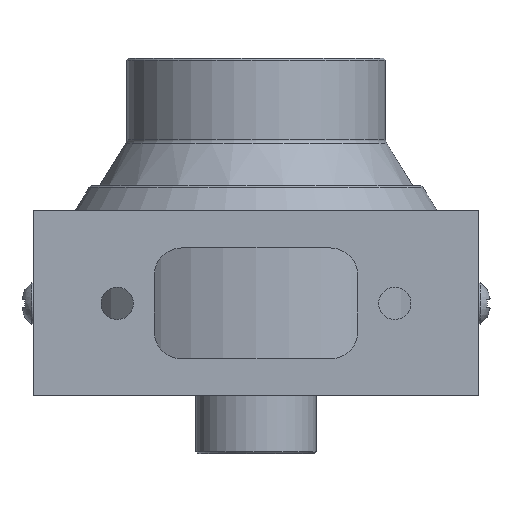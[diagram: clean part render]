
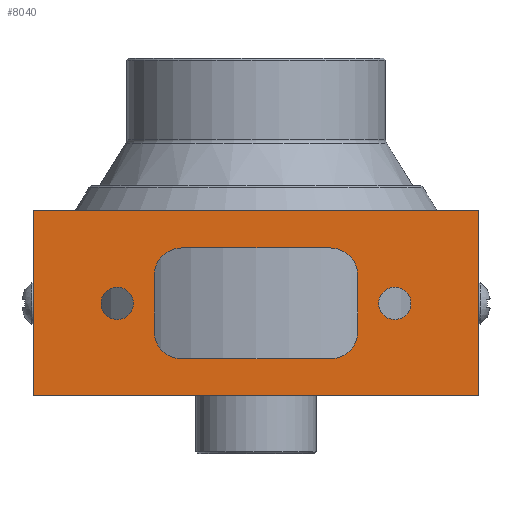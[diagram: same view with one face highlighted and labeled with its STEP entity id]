
A CAD part, front view. The second image highlights one B-rep face of the part: STEP entity #8040.
In plain terms, the highlighted planar face has unit normal (0, -1, 0).
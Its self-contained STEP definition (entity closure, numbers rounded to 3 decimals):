
#893=LINE('',#18820,#1569);
#896=LINE('',#18827,#1572);
#898=LINE('',#18831,#1574);
#899=LINE('',#18848,#1575);
#900=LINE('',#18855,#1576);
#901=LINE('',#18859,#1577);
#902=LINE('',#18863,#1578);
#903=LINE('',#18867,#1579);
#1569=VECTOR('',#10766,10.);
#1572=VECTOR('',#10773,10.);
#1574=VECTOR('',#10777,10.);
#1575=VECTOR('',#10798,10.);
#1576=VECTOR('',#10803,10.);
#1577=VECTOR('',#10806,10.);
#1578=VECTOR('',#10809,10.);
#1579=VECTOR('',#10812,10.);
#1866=FACE_BOUND('',#2711,.T.);
#1867=FACE_BOUND('',#2712,.T.);
#1868=FACE_BOUND('',#2713,.T.);
#2234=FACE_OUTER_BOUND('',#2710,.T.);
#2710=EDGE_LOOP('',(#7115,#7116,#7117,#7118));
#2711=EDGE_LOOP('',(#7119));
#2712=EDGE_LOOP('',(#7120));
#2713=EDGE_LOOP('',(#7121,#7122,#7123,#7124,#7125,#7126,#7127,#7128));
#3065=CIRCLE('',#8800,1.75);
#3066=CIRCLE('',#8801,1.75);
#3067=CIRCLE('',#8802,3.);
#3068=CIRCLE('',#8803,3.);
#3069=CIRCLE('',#8804,3.);
#3070=CIRCLE('',#8805,3.);
#3785=VERTEX_POINT('',#18817);
#3786=VERTEX_POINT('',#18819);
#3788=VERTEX_POINT('',#18825);
#3789=VERTEX_POINT('',#18829);
#3796=VERTEX_POINT('',#18849);
#3797=VERTEX_POINT('',#18851);
#3798=VERTEX_POINT('',#18853);
#3799=VERTEX_POINT('',#18854);
#3800=VERTEX_POINT('',#18856);
#3801=VERTEX_POINT('',#18858);
#3802=VERTEX_POINT('',#18860);
#3803=VERTEX_POINT('',#18862);
#3804=VERTEX_POINT('',#18864);
#3805=VERTEX_POINT('',#18866);
#4911=EDGE_CURVE('',#3785,#3786,#893,.T.);
#4915=EDGE_CURVE('',#3788,#3785,#896,.T.);
#4917=EDGE_CURVE('',#3789,#3788,#898,.T.);
#4926=EDGE_CURVE('',#3786,#3789,#899,.T.);
#4927=EDGE_CURVE('',#3796,#3796,#3065,.T.);
#4928=EDGE_CURVE('',#3797,#3797,#3066,.T.);
#4929=EDGE_CURVE('',#3798,#3799,#900,.T.);
#4930=EDGE_CURVE('',#3799,#3800,#3067,.T.);
#4931=EDGE_CURVE('',#3800,#3801,#901,.T.);
#4932=EDGE_CURVE('',#3801,#3802,#3068,.T.);
#4933=EDGE_CURVE('',#3802,#3803,#902,.T.);
#4934=EDGE_CURVE('',#3803,#3804,#3069,.T.);
#4935=EDGE_CURVE('',#3804,#3805,#903,.T.);
#4936=EDGE_CURVE('',#3805,#3798,#3070,.T.);
#7115=ORIENTED_EDGE('',*,*,#4915,.F.);
#7116=ORIENTED_EDGE('',*,*,#4917,.F.);
#7117=ORIENTED_EDGE('',*,*,#4926,.F.);
#7118=ORIENTED_EDGE('',*,*,#4911,.F.);
#7119=ORIENTED_EDGE('',*,*,#4927,.T.);
#7120=ORIENTED_EDGE('',*,*,#4928,.T.);
#7121=ORIENTED_EDGE('',*,*,#4929,.T.);
#7122=ORIENTED_EDGE('',*,*,#4930,.T.);
#7123=ORIENTED_EDGE('',*,*,#4931,.T.);
#7124=ORIENTED_EDGE('',*,*,#4932,.T.);
#7125=ORIENTED_EDGE('',*,*,#4933,.T.);
#7126=ORIENTED_EDGE('',*,*,#4934,.T.);
#7127=ORIENTED_EDGE('',*,*,#4935,.T.);
#7128=ORIENTED_EDGE('',*,*,#4936,.T.);
#7652=PLANE('',#8799);
#8040=ADVANCED_FACE('',(#2234,#1866,#1867,#1868),#7652,.F.);
#8799=AXIS2_PLACEMENT_3D('',#18847,#10796,#10797);
#8800=AXIS2_PLACEMENT_3D('',#18850,#10799,#10800);
#8801=AXIS2_PLACEMENT_3D('',#18852,#10801,#10802);
#8802=AXIS2_PLACEMENT_3D('',#18857,#10804,#10805);
#8803=AXIS2_PLACEMENT_3D('',#18861,#10807,#10808);
#8804=AXIS2_PLACEMENT_3D('',#18865,#10810,#10811);
#8805=AXIS2_PLACEMENT_3D('',#18868,#10813,#10814);
#10766=DIRECTION('',(0.,0.,1.));
#10773=DIRECTION('',(-1.,0.,0.));
#10777=DIRECTION('',(0.,0.,-1.));
#10796=DIRECTION('center_axis',(0.,1.,0.));
#10797=DIRECTION('ref_axis',(1.,0.,0.));
#10798=DIRECTION('',(1.,0.,0.));
#10799=DIRECTION('center_axis',(0.,1.,0.));
#10800=DIRECTION('ref_axis',(-1.,0.,0.));
#10801=DIRECTION('center_axis',(0.,1.,0.));
#10802=DIRECTION('ref_axis',(-1.,0.,0.));
#10803=DIRECTION('',(-1.,0.,0.));
#10804=DIRECTION('center_axis',(0.,1.,0.));
#10805=DIRECTION('ref_axis',(-0.707,0.,-0.707));
#10806=DIRECTION('',(0.,0.,1.));
#10807=DIRECTION('center_axis',(0.,1.,0.));
#10808=DIRECTION('ref_axis',(-0.707,0.,0.707));
#10809=DIRECTION('',(1.,0.,0.));
#10810=DIRECTION('center_axis',(0.,1.,0.));
#10811=DIRECTION('ref_axis',(0.707,0.,0.707));
#10812=DIRECTION('',(0.,0.,-1.));
#10813=DIRECTION('center_axis',(0.,1.,0.));
#10814=DIRECTION('ref_axis',(0.707,0.,-0.707));
#18817=CARTESIAN_POINT('',(-24.1,-0.25,-10.));
#18819=CARTESIAN_POINT('',(-24.1,-0.25,10.));
#18820=CARTESIAN_POINT('',(-24.1,-0.25,0.));
#18825=CARTESIAN_POINT('',(24.1,-0.25,-10.));
#18827=CARTESIAN_POINT('',(-24.,-0.25,-10.));
#18829=CARTESIAN_POINT('',(24.1,-0.25,10.));
#18831=CARTESIAN_POINT('',(24.1,-0.25,0.));
#18847=CARTESIAN_POINT('Origin',(0.,-0.25,0.));
#18848=CARTESIAN_POINT('',(24.,-0.25,10.));
#18849=CARTESIAN_POINT('',(-13.25,-0.25,0.));
#18850=CARTESIAN_POINT('Origin',(-15.,-0.25,0.));
#18851=CARTESIAN_POINT('',(16.75,-0.25,0.));
#18852=CARTESIAN_POINT('Origin',(15.,-0.25,0.));
#18853=CARTESIAN_POINT('',(8.,-0.25,-6.));
#18854=CARTESIAN_POINT('',(-8.,-0.25,-6.));
#18855=CARTESIAN_POINT('',(-5.5,-0.25,-6.));
#18856=CARTESIAN_POINT('',(-11.,-0.25,-3.));
#18857=CARTESIAN_POINT('Origin',(-8.,-0.25,-3.));
#18858=CARTESIAN_POINT('',(-11.,-0.25,3.));
#18859=CARTESIAN_POINT('',(-11.,-0.25,3.));
#18860=CARTESIAN_POINT('',(-8.,-0.25,6.));
#18861=CARTESIAN_POINT('Origin',(-8.,-0.25,3.));
#18862=CARTESIAN_POINT('',(8.,-0.25,6.));
#18863=CARTESIAN_POINT('',(-5.5,-0.25,6.));
#18864=CARTESIAN_POINT('',(11.,-0.25,3.));
#18865=CARTESIAN_POINT('Origin',(8.,-0.25,3.));
#18866=CARTESIAN_POINT('',(11.,-0.25,-3.));
#18867=CARTESIAN_POINT('',(11.,-0.25,3.));
#18868=CARTESIAN_POINT('Origin',(8.,-0.25,-3.));
